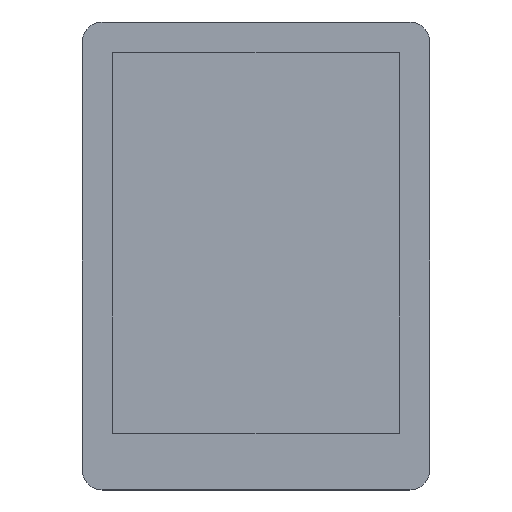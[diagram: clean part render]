
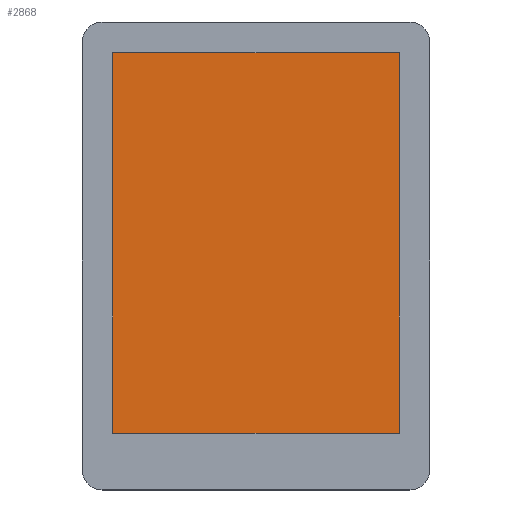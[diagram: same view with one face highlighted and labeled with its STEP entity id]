
A CAD part, top view. The second image highlights one B-rep face of the part: STEP entity #2868.
In plain terms, the highlighted planar face has unit normal (0, 0, 1).
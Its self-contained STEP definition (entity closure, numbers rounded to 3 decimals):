
#242=FACE_OUTER_BOUND('',#406,.T.);
#406=EDGE_LOOP('',(#1980,#1981,#1982,#1983));
#602=LINE('',#4099,#908);
#605=LINE('',#4104,#911);
#606=LINE('',#4106,#912);
#607=LINE('',#4107,#913);
#908=VECTOR('',#3363,43.6);
#911=VECTOR('',#3368,58.);
#912=VECTOR('',#3369,43.6);
#913=VECTOR('',#3370,58.);
#1259=VERTEX_POINT('',#4097);
#1260=VERTEX_POINT('',#4098);
#1261=VERTEX_POINT('',#4103);
#1262=VERTEX_POINT('',#4105);
#1541=EDGE_CURVE('',#1259,#1260,#602,.T.);
#1544=EDGE_CURVE('',#1261,#1259,#605,.T.);
#1545=EDGE_CURVE('',#1262,#1261,#606,.T.);
#1546=EDGE_CURVE('',#1260,#1262,#607,.T.);
#1980=ORIENTED_EDGE('',*,*,#1541,.F.);
#1981=ORIENTED_EDGE('',*,*,#1544,.F.);
#1982=ORIENTED_EDGE('',*,*,#1545,.F.);
#1983=ORIENTED_EDGE('',*,*,#1546,.F.);
#2749=PLANE('',#3104);
#2868=ADVANCED_FACE('',(#242),#2749,.T.);
#3104=AXIS2_PLACEMENT_3D('',#4102,#3366,#3367);
#3363=DIRECTION('',(1.,0.,0.));
#3366=DIRECTION('center_axis',(0.,0.,1.));
#3367=DIRECTION('ref_axis',(1.,0.,0.));
#3368=DIRECTION('',(0.,1.,0.));
#3369=DIRECTION('',(-1.,0.,0.));
#3370=DIRECTION('',(0.,-1.,0.));
#4097=CARTESIAN_POINT('',(-21.8,29.,1.07));
#4098=CARTESIAN_POINT('',(21.8,29.,1.07));
#4099=CARTESIAN_POINT('',(-21.8,29.,1.07));
#4102=CARTESIAN_POINT('Origin',(0.,0.,1.07));
#4103=CARTESIAN_POINT('',(-21.8,-29.,1.07));
#4104=CARTESIAN_POINT('',(-21.8,-29.,1.07));
#4105=CARTESIAN_POINT('',(21.8,-29.,1.07));
#4106=CARTESIAN_POINT('',(21.8,-29.,1.07));
#4107=CARTESIAN_POINT('',(21.8,29.,1.07));
